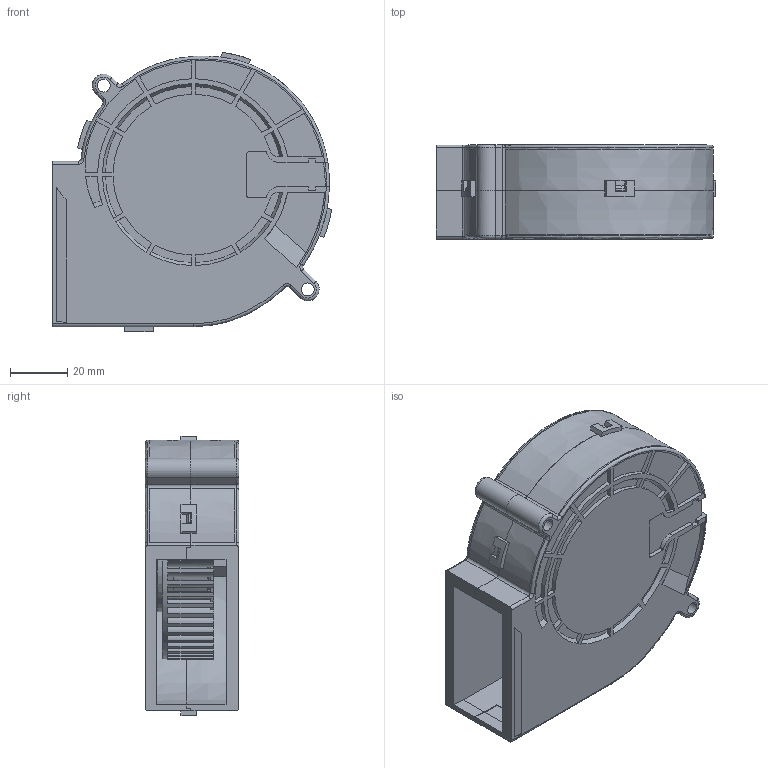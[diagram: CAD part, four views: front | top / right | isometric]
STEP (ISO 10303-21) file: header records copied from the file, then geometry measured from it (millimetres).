
FILE_DESCRIPTION((''),'2;1');
FILE_NAME('BFB1012EF-0018H_ASM','2022-03-09T15:38:34',('ARLEN.TSAI'),(''),'CREO PARAMETRIC BY PTC INC, 2018400','CREO PARAMETRIC BY PTC INC, 2018400','');
FILE_SCHEMA(('CONFIG_CONTROL_DESIGN'));
Length unit declared in the file: millimetre
Products named in the file (11): 410202590000_2_4_1_1_1_1; 410402040000_2_1_1_1_1_1; 410402040000_2_1_1_2_1_1; 410402040000_2_1_1_ASM_1_ASM_1_ASM; 4103042700_2_1_1_1_1; BFB1012EH-CC0W_ASM_4_ASM_1_ASM__ASM; BFB1012EH-CC0W_ASM_ASM_1_ASM_1__ASM; BFB1012EH-C18J_ASM_1_ASM_1_ASM__ASM; BFB1012EH-C18J_ASM_1_ASM_1_ASM; BFB1012EH-C18J_ASM_1_ASM; BFB1012EF-0018H_ASM
Assembly tree (10 placements, depth 8):
  BFB1012EF-0018H_ASM
    BFB1012EH-C18J_ASM_1_ASM
      BFB1012EH-C18J_ASM_1_ASM_1_ASM
        BFB1012EH-C18J_ASM_1_ASM_1_ASM__ASM
          BFB1012EH-CC0W_ASM_ASM_1_ASM_1__ASM
            BFB1012EH-CC0W_ASM_4_ASM_1_ASM__ASM
              410202590000_2_4_1_1_1_1
              410402040000_2_1_1_ASM_1_ASM_1_ASM
                410402040000_2_1_1_1_1_1
                410402040000_2_1_1_2_1_1
              4103042700_2_1_1_1_1
Bounding box: 97.42 x 32.7 x 97.27 mm (x, y, z)
Volume: 99307.3 mm3; surface area: 76327.9 mm2
Topology: 4 solids, 6 shells, 838 faces, 2713 edges, 1782 vertices
Faces by surface type: cylinder 391, plane 344, torus 35, extrusion 33, cone 21, bspline 14
Entity records: 32627 total; most frequent: CARTESIAN_POINT 7472, DIRECTION 5471, ORIENTED_EDGE 5426, EDGE_CURVE 2713, AXIS2_PLACEMENT_3D 2097, VERTEX_POINT 1782, VECTOR 1277, CIRCLE 1276
